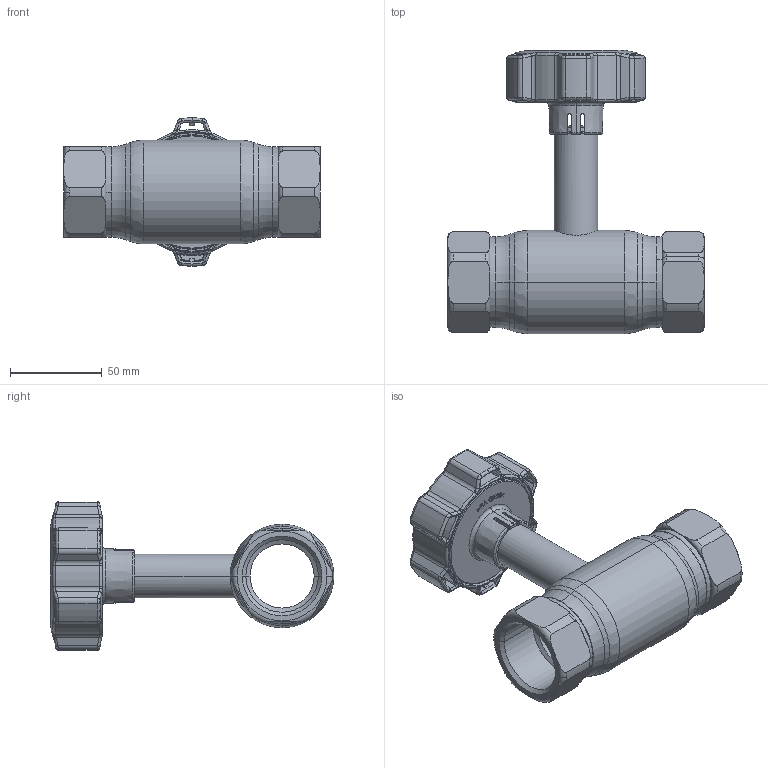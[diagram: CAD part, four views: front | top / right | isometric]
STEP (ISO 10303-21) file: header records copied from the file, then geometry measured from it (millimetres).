
FILE_DESCRIPTION (( 'STEP AP214' ), '1' );
FILE_NAME ('1032002031-2201.step', '2023-09-12T11:26:07', ( '' ), ( '' ), 'SwSTEP 2.0', 'SolidWorks 2021', '' );
FILE_SCHEMA (( 'AUTOMOTIVE_DESIGN' ));
Length unit declared in the file: millimetre
Products named in the file (1): 1032002031-2201
Bounding box: 140 x 154.8 x 81 mm (x, y, z)
Surface area: 62833.3 mm2 (no closed solid volume)
Topology: 0 solids, 20 shells, 583 faces, 1673 edges, 1091 vertices
Faces by surface type: bspline 173, cylinder 149, plane 119, torus 71, cone 71
Entity records: 36015 total; most frequent: CARTESIAN_POINT 16229, ORIENTED_EDGE 2956, DIRECTION 2282, EDGE_CURVE 1673, VERTEX_POINT 1091, AXIS2_PLACEMENT_3D 894, B_SPLINE_CURVE_WITH_KNOTS 652, EDGE_LOOP 614
